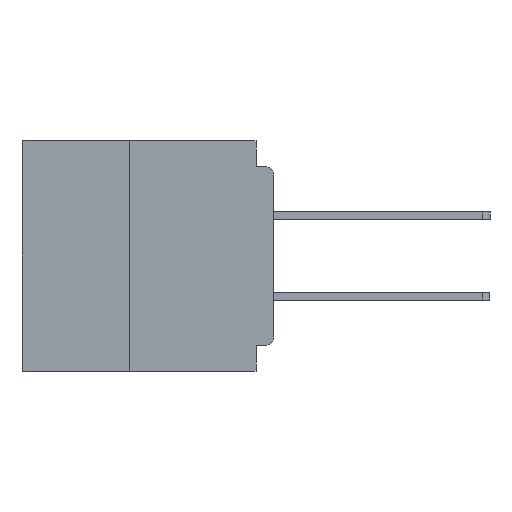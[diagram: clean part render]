
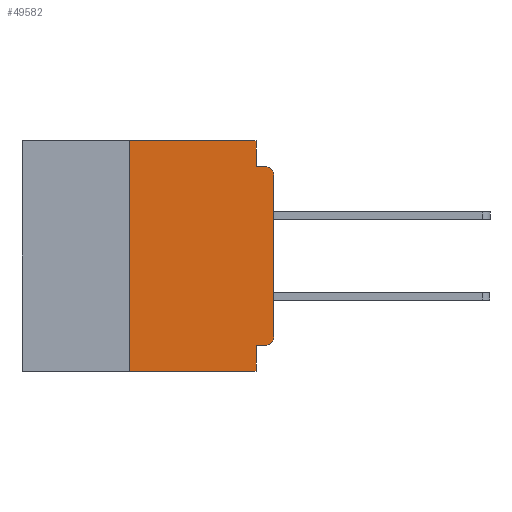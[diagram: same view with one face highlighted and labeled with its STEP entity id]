
A CAD part, left-side view. The second image highlights one B-rep face of the part: STEP entity #49582.
In plain terms, the highlighted planar face has unit normal (-1, 0, 0).
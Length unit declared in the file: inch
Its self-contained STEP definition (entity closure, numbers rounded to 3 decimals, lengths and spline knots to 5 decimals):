
#732 = CARTESIAN_POINT ( 'NONE',  ( 0., 0.031, -0.045 ) ) ;
#974 = VERTEX_POINT ( 'NONE', #12059 ) ;
#1406 = CARTESIAN_POINT ( 'NONE',  ( 0., 0.437, -0.4 ) ) ;
#1507 = LINE ( 'NONE', #51775, #46002 ) ;
#1725 = LINE ( 'NONE', #26799, #12970 ) ;
#2952 = VECTOR ( 'NONE', #40474, 39.37008 ) ;
#5799 = VERTEX_POINT ( 'NONE', #16799 ) ;
#5824 = DIRECTION ( 'NONE',  ( 0., 1., 0. ) ) ;
#6642 = EDGE_CURVE ( 'NONE', #974, #52062, #37975, .T. ) ;
#8412 = VERTEX_POINT ( 'NONE', #12902 ) ;
#9108 = AXIS2_PLACEMENT_3D ( 'NONE', #37456, #12393, #41618 ) ;
#9806 = ORIENTED_EDGE ( 'NONE', *, *, #10557, .F. ) ;
#10557 = EDGE_CURVE ( 'NONE', #11958, #52062, #1507, .T. ) ;
#11033 = FACE_OUTER_BOUND ( 'NONE', #36670, .T. ) ;
#11690 = VERTEX_POINT ( 'NONE', #46775 ) ;
#11958 = VERTEX_POINT ( 'NONE', #23492 ) ;
#12059 = CARTESIAN_POINT ( 'NONE',  ( 0., 0.25, -0.4 ) ) ;
#12393 = DIRECTION ( 'NONE',  ( -1., 0., 0. ) ) ;
#12902 = CARTESIAN_POINT ( 'NONE',  ( 0., 0.015, -0.355 ) ) ;
#12950 = ORIENTED_EDGE ( 'NONE', *, *, #27171, .F. ) ;
#12970 = VECTOR ( 'NONE', #30968, 39.37008 ) ;
#14192 = LINE ( 'NONE', #32077, #2952 ) ;
#14482 = EDGE_CURVE ( 'NONE', #11690, #5799, #52833, .T. ) ;
#15195 = CARTESIAN_POINT ( 'NONE',  ( 0., 0.437, 0. ) ) ;
#15736 = VECTOR ( 'NONE', #35006, 39.37008 ) ;
#16799 = CARTESIAN_POINT ( 'NONE',  ( 0., 0.031, 0. ) ) ;
#17378 = EDGE_CURVE ( 'NONE', #42538, #33120, #14192, .T. ) ;
#18728 = VECTOR ( 'NONE', #23746, 39.37008 ) ;
#18779 = EDGE_CURVE ( 'NONE', #44778, #33120, #28066, .T. ) ;
#19363 = EDGE_CURVE ( 'NONE', #33945, #44778, #1725, .T. ) ;
#20294 = LINE ( 'NONE', #38361, #39854 ) ;
#20522 = DIRECTION ( 'NONE',  ( 0., 0., -1. ) ) ;
#20603 = CARTESIAN_POINT ( 'NONE',  ( 0., 0., -0.06 ) ) ;
#20772 = EDGE_CURVE ( 'NONE', #974, #11690, #50606, .T. ) ;
#22037 = AXIS2_PLACEMENT_3D ( 'NONE', #50040, #25162, #20522 ) ;
#23492 = CARTESIAN_POINT ( 'NONE',  ( 0., 0.031, -0.355 ) ) ;
#23746 = DIRECTION ( 'NONE',  ( 0., 0., 1. ) ) ;
#25162 = DIRECTION ( 'NONE',  ( -1., 0., 0. ) ) ;
#26371 = EDGE_CURVE ( 'NONE', #5799, #42538, #20294, .T. ) ;
#26799 = CARTESIAN_POINT ( 'NONE',  ( 0., 0., 0. ) ) ;
#26814 = ORIENTED_EDGE ( 'NONE', *, *, #6642, .T. ) ;
#26918 = DIRECTION ( 'NONE',  ( 0., 0., -1. ) ) ;
#27171 = EDGE_CURVE ( 'NONE', #8412, #11958, #53303, .T. ) ;
#27612 = PLANE ( 'NONE',  #41883 ) ;
#27701 = DIRECTION ( 'NONE',  ( 0., -1., 0. ) ) ;
#27793 = DIRECTION ( 'NONE',  ( 0., 0., -1. ) ) ;
#28066 = CIRCLE ( 'NONE', #9108, 0.015 ) ;
#28984 = ORIENTED_EDGE ( 'NONE', *, *, #20772, .F. ) ;
#30571 = CIRCLE ( 'NONE', #22037, 0.015 ) ;
#30968 = DIRECTION ( 'NONE',  ( 0., 0., 1. ) ) ;
#32077 = CARTESIAN_POINT ( 'NONE',  ( 0., 0., -0.045 ) ) ;
#32873 = ORIENTED_EDGE ( 'NONE', *, *, #14482, .F. ) ;
#33120 = VERTEX_POINT ( 'NONE', #34807 ) ;
#33945 = VERTEX_POINT ( 'NONE', #44448 ) ;
#34264 = CARTESIAN_POINT ( 'NONE',  ( 0., 0.031, -0.4 ) ) ;
#34807 = CARTESIAN_POINT ( 'NONE',  ( 0., 0.015, -0.045 ) ) ;
#35006 = DIRECTION ( 'NONE',  ( 0., -1., 0. ) ) ;
#35189 = CARTESIAN_POINT ( 'NONE',  ( 0., 0., -0.355 ) ) ;
#36049 = ORIENTED_EDGE ( 'NONE', *, *, #50471, .T. ) ;
#36670 = EDGE_LOOP ( 'NONE', ( #53519, #39836, #43876, #43143, #32873, #28984, #26814, #9806, #12950, #36049 ) ) ;
#37456 = CARTESIAN_POINT ( 'NONE',  ( 0., 0.015, -0.06 ) ) ;
#37975 = LINE ( 'NONE', #1406, #15736 ) ;
#38361 = CARTESIAN_POINT ( 'NONE',  ( 0., 0.031, 0. ) ) ;
#39836 = ORIENTED_EDGE ( 'NONE', *, *, #18779, .T. ) ;
#39854 = VECTOR ( 'NONE', #50831, 39.37008 ) ;
#40474 = DIRECTION ( 'NONE',  ( 0., -1., 0. ) ) ;
#41618 = DIRECTION ( 'NONE',  ( 0., 0., -1. ) ) ;
#41875 = VECTOR ( 'NONE', #27701, 39.37008 ) ;
#41883 = AXIS2_PLACEMENT_3D ( 'NONE', #15195, #52630, #27793 ) ;
#42362 = VECTOR ( 'NONE', #5824, 39.37008 ) ;
#42538 = VERTEX_POINT ( 'NONE', #732 ) ;
#43143 = ORIENTED_EDGE ( 'NONE', *, *, #26371, .F. ) ;
#43876 = ORIENTED_EDGE ( 'NONE', *, *, #17378, .F. ) ;
#44260 = CARTESIAN_POINT ( 'NONE',  ( 0., 0.437, 0. ) ) ;
#44448 = CARTESIAN_POINT ( 'NONE',  ( 0., 0., -0.34 ) ) ;
#44778 = VERTEX_POINT ( 'NONE', #20603 ) ;
#46002 = VECTOR ( 'NONE', #26918, 39.37008 ) ;
#46775 = CARTESIAN_POINT ( 'NONE',  ( 0., 0.25, 0. ) ) ;
#49582 = ADVANCED_FACE ( 'NONE', ( #11033 ), #27612, .F. ) ;
#50040 = CARTESIAN_POINT ( 'NONE',  ( 0., 0.015, -0.34 ) ) ;
#50471 = EDGE_CURVE ( 'NONE', #8412, #33945, #30571, .T. ) ;
#50606 = LINE ( 'NONE', #52753, #18728 ) ;
#50831 = DIRECTION ( 'NONE',  ( 0., 0., -1. ) ) ;
#51775 = CARTESIAN_POINT ( 'NONE',  ( 0., 0.031, -0.4 ) ) ;
#52062 = VERTEX_POINT ( 'NONE', #34264 ) ;
#52630 = DIRECTION ( 'NONE',  ( 1., 0., 0. ) ) ;
#52753 = CARTESIAN_POINT ( 'NONE',  ( 0., 0.25, -0.4 ) ) ;
#52833 = LINE ( 'NONE', #44260, #41875 ) ;
#53303 = LINE ( 'NONE', #35189, #42362 ) ;
#53519 = ORIENTED_EDGE ( 'NONE', *, *, #19363, .T. ) ;
